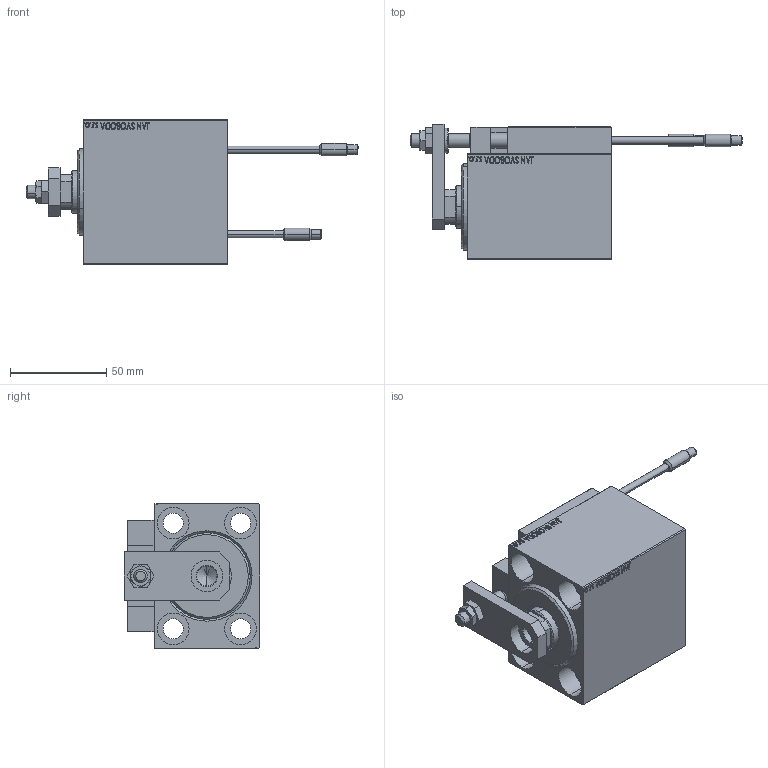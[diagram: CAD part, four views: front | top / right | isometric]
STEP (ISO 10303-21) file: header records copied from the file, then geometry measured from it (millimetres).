
FILE_DESCRIPTION (( 'STEP AP203' ), '1' );
FILE_NAME ('a458.STEP', '2021-03-19T02:03:45', ( '' ), ( '' ), 'SwSTEP 2.0', 'SolidWorks 2019', '' );
FILE_SCHEMA (( 'CONFIG_CONTROL_DESIGN' ));
Length unit declared in the file: millimetre
Products named in the file (16): ALLEN BOLT D5 e07e4b12b7041e0a9177944f6ce08089; V450CM_VC_B e07e4b12b7041e0a9177944f6ce08089; NUT_D12 e07e4b12b7041e0a9177944f6ce08089; SWITCH_X_FRONT_BACK e07e4b12b7041e0a9177944f6ce08089; V450CM_C e07e4b12b7041e0a9177944f6ce08089; NUT_D10 e07e4b12b7041e0a9177944f6ce08089; ALLEN BOLT D8 e07e4b12b7041e0a9177944f6ce08089; MAGNET e07e4b12b7041e0a9177944f6ce08089; ZARAZKA e07e4b12b7041e0a9177944f6ce08089; TYC_L79 e07e4b12b7041e0a9177944f6ce08089; SWITCH DIM B,W e07e4b12b7041e0a9177944f6ce08089; Block e07e4b12b7041e0a9177944f6ce08089; SWITCH X e07e4b12b7041e0a9177944f6ce08089; a458; V450CM_C_VCP e07e4b12b7041e0a9177944f6ce08089; KONCOVKA_Y e07e4b12b7041e0a9177944f6ce08089
Assembly tree (25 placements, depth 3):
  a458
    V450CM_C e07e4b12b7041e0a9177944f6ce08089
    SWITCH X e07e4b12b7041e0a9177944f6ce08089
      SWITCH_X_FRONT_BACK e07e4b12b7041e0a9177944f6ce08089  x2
      TYC_L79 e07e4b12b7041e0a9177944f6ce08089
      Block e07e4b12b7041e0a9177944f6ce08089  x2
      ALLEN BOLT D5 e07e4b12b7041e0a9177944f6ce08089  x4
      ALLEN BOLT D8 e07e4b12b7041e0a9177944f6ce08089  x4
      MAGNET e07e4b12b7041e0a9177944f6ce08089  x2
      KONCOVKA_Y e07e4b12b7041e0a9177944f6ce08089  x2
    NUT_D12 e07e4b12b7041e0a9177944f6ce08089
    SWITCH DIM B,W e07e4b12b7041e0a9177944f6ce08089
    ZARAZKA e07e4b12b7041e0a9177944f6ce08089
    NUT_D10 e07e4b12b7041e0a9177944f6ce08089
    V450CM_C_VCP e07e4b12b7041e0a9177944f6ce08089
    V450CM_VC_B e07e4b12b7041e0a9177944f6ce08089
Bounding box: 172.7 x 70.5 x 75 mm (x, y, z)
Volume: 314514.7 mm3; surface area: 87468.6 mm2
Topology: 24 solids, 24 shells, 1321 faces, 3155 edges, 2012 vertices
Faces by surface type: plane 570, bspline 380, cylinder 198, cone 121, torus 48, sphere 4
Entity records: 51242 total; most frequent: CARTESIAN_POINT 26241, ORIENTED_EDGE 5286, DIRECTION 3592, EDGE_CURVE 2643, VERTEX_POINT 1724, VECTOR 1510, LINE 1510, EDGE_LOOP 1223
